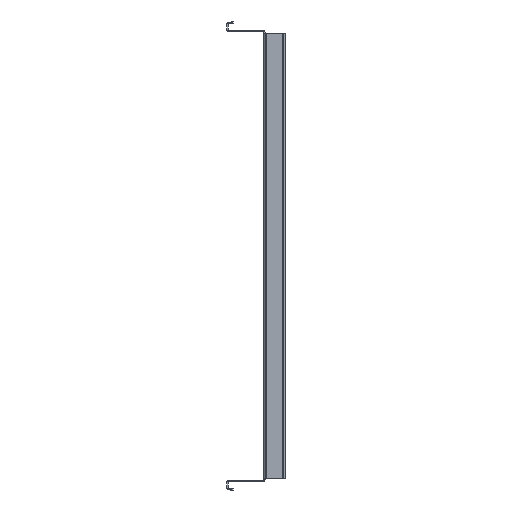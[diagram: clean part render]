
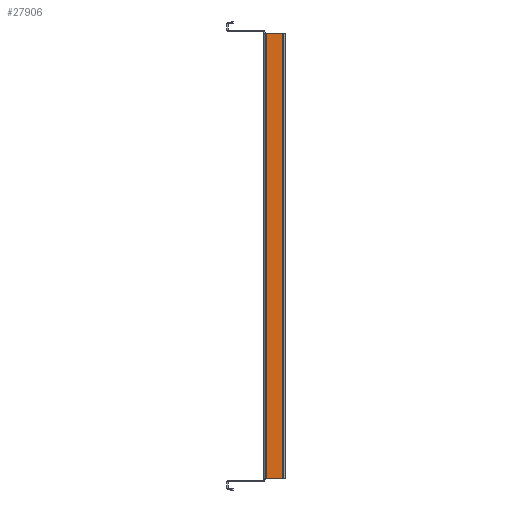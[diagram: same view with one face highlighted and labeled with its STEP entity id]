
A CAD part, left-side view. The second image highlights one B-rep face of the part: STEP entity #27906.
In plain terms, the highlighted planar face has unit normal (-1, 0, 0).
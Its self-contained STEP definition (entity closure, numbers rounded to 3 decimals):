
#51 = CARTESIAN_POINT ( 'NONE',  ( -580., -4., 343. ) ) ;
#59 = EDGE_LOOP ( 'NONE', ( #27229, #18778, #1129, #616 ) ) ;
#481 = EDGE_CURVE ( 'NONE', #25909, #29824, #9386, .T. ) ;
#616 = ORIENTED_EDGE ( 'NONE', *, *, #24950, .T. ) ;
#1129 = ORIENTED_EDGE ( 'NONE', *, *, #18598, .T. ) ;
#1199 = CARTESIAN_POINT ( 'NONE',  ( -580., -29., 343. ) ) ;
#1523 = CARTESIAN_POINT ( 'NONE',  ( -580., 0., -343. ) ) ;
#2631 = PLANE ( 'NONE',  #25802 ) ;
#6685 = CARTESIAN_POINT ( 'NONE',  ( -580., -4., 0. ) ) ;
#9221 = DIRECTION ( 'NONE',  ( 0., 0., 1. ) ) ;
#9386 = LINE ( 'NONE', #33586, #17875 ) ;
#11231 = VECTOR ( 'NONE', #17551, 1000. ) ;
#11683 = VERTEX_POINT ( 'NONE', #51 ) ;
#11850 = LINE ( 'NONE', #6685, #11231 ) ;
#13085 = LINE ( 'NONE', #1523, #25517 ) ;
#13393 = DIRECTION ( 'NONE',  ( 0., 1., 0. ) ) ;
#13490 = DIRECTION ( 'NONE',  ( -1., 0., 0. ) ) ;
#17077 = EDGE_CURVE ( 'NONE', #28503, #25909, #13085, .T. ) ;
#17551 = DIRECTION ( 'NONE',  ( 0., 0., -1. ) ) ;
#17875 = VECTOR ( 'NONE', #9221, 1000. ) ;
#18598 = EDGE_CURVE ( 'NONE', #29824, #11683, #29770, .T. ) ;
#18778 = ORIENTED_EDGE ( 'NONE', *, *, #481, .T. ) ;
#21096 = DIRECTION ( 'NONE',  ( 0., -1., 0. ) ) ;
#21509 = DIRECTION ( 'NONE',  ( 0., 0., 1. ) ) ;
#24950 = EDGE_CURVE ( 'NONE', #11683, #28503, #11850, .T. ) ;
#25517 = VECTOR ( 'NONE', #21096, 1000. ) ;
#25802 = AXIS2_PLACEMENT_3D ( 'NONE', #32358, #13490, #21509 ) ;
#25909 = VERTEX_POINT ( 'NONE', #30120 ) ;
#27007 = FACE_OUTER_BOUND ( 'NONE', #59, .T. ) ;
#27229 = ORIENTED_EDGE ( 'NONE', *, *, #17077, .T. ) ;
#27906 = ADVANCED_FACE ( 'NONE', ( #27007 ), #2631, .T. ) ;
#28503 = VERTEX_POINT ( 'NONE', #30140 ) ;
#29770 = LINE ( 'NONE', #32081, #35204 ) ;
#29824 = VERTEX_POINT ( 'NONE', #1199 ) ;
#30120 = CARTESIAN_POINT ( 'NONE',  ( -580., -29., -343. ) ) ;
#30140 = CARTESIAN_POINT ( 'NONE',  ( -580., -4., -343. ) ) ;
#32081 = CARTESIAN_POINT ( 'NONE',  ( -580., 0., 343. ) ) ;
#32358 = CARTESIAN_POINT ( 'NONE',  ( -580., 0., 0. ) ) ;
#33586 = CARTESIAN_POINT ( 'NONE',  ( -580., -29., -343. ) ) ;
#35204 = VECTOR ( 'NONE', #13393, 1000. ) ;
